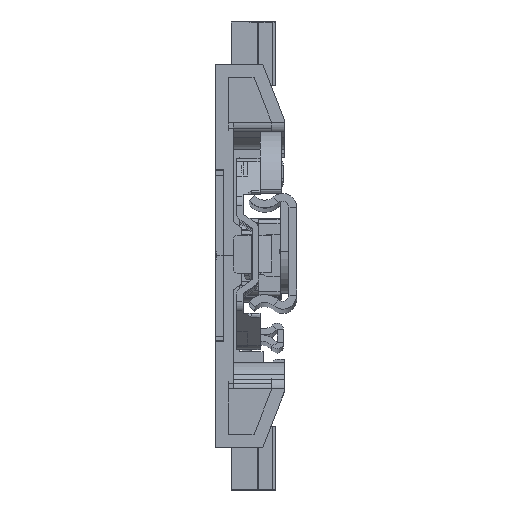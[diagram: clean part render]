
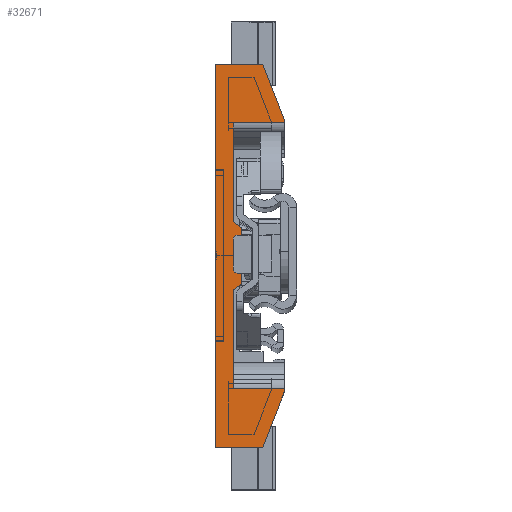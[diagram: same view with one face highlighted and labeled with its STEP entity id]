
A CAD part, top view. The second image highlights one B-rep face of the part: STEP entity #32671.
In plain terms, the highlighted face is planar.
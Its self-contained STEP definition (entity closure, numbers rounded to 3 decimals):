
#694 = DIRECTION ( 'NONE',  ( 0.932, 0.362, 0. ) ) ;
#922 = CARTESIAN_POINT ( 'NONE',  ( 0., 16.2, -30. ) ) ;
#1522 = EDGE_CURVE ( 'NONE', #4203, #6702, #6469, .T. ) ;
#1931 = ORIENTED_EDGE ( 'NONE', *, *, #8592, .T. ) ;
#2062 = EDGE_CURVE ( 'NONE', #32866, #30256, #30609, .T. ) ;
#2193 = DIRECTION ( 'NONE',  ( -1., 0., 0. ) ) ;
#2751 = DIRECTION ( 'NONE',  ( 1., 0., 0. ) ) ;
#2960 = LINE ( 'NONE', #8285, #18236 ) ;
#2996 = CARTESIAN_POINT ( 'NONE',  ( 18.757, 4.2, -30. ) ) ;
#3175 = VERTEX_POINT ( 'NONE', #9742 ) ;
#3391 = LINE ( 'NONE', #922, #26795 ) ;
#3594 = CARTESIAN_POINT ( 'NONE',  ( 95., 11.144, -30. ) ) ;
#4120 = EDGE_LOOP ( 'NONE', ( #11547, #27631, #25890, #31935, #6163, #21851, #22043, #23535, #16898, #1931, #19023, #14870, #16314, #12287 ) ) ;
#4198 = EDGE_CURVE ( 'NONE', #3175, #33793, #30259, .T. ) ;
#4203 = VERTEX_POINT ( 'NONE', #3594 ) ;
#4385 = CARTESIAN_POINT ( 'NONE',  ( 18.757, 16.2, -30. ) ) ;
#4653 = DIRECTION ( 'NONE',  ( 0., 1., 0. ) ) ;
#4801 = EDGE_CURVE ( 'NONE', #9673, #6702, #26769, .T. ) ;
#4807 = CARTESIAN_POINT ( 'NONE',  ( 42., 4.2, -30. ) ) ;
#4810 = CARTESIAN_POINT ( 'NONE',  ( 95., 0., -30. ) ) ;
#4884 = CARTESIAN_POINT ( 'NONE',  ( 81.243, 4.2, -30. ) ) ;
#5769 = CARTESIAN_POINT ( 'NONE',  ( 0., 0., -30. ) ) ;
#6163 = ORIENTED_EDGE ( 'NONE', *, *, #25431, .T. ) ;
#6469 = LINE ( 'NONE', #29953, #11817 ) ;
#6702 = VERTEX_POINT ( 'NONE', #4810 ) ;
#7072 = VERTEX_POINT ( 'NONE', #2996 ) ;
#7510 = PLANE ( 'NONE',  #10178 ) ;
#7662 = LINE ( 'NONE', #28319, #17384 ) ;
#7686 = CARTESIAN_POINT ( 'NONE',  ( 73., 11.1, -30. ) ) ;
#8004 = DIRECTION ( 'NONE',  ( 0., -1., 0. ) ) ;
#8285 = CARTESIAN_POINT ( 'NONE',  ( 73., 6.2, -30. ) ) ;
#8411 = VECTOR ( 'NONE', #25946, 1000. ) ;
#8592 = EDGE_CURVE ( 'NONE', #28658, #32866, #2960, .T. ) ;
#9168 = LINE ( 'NONE', #17611, #16230 ) ;
#9375 = VECTOR ( 'NONE', #8004, 1000. ) ;
#9673 = VERTEX_POINT ( 'NONE', #24724 ) ;
#9742 = CARTESIAN_POINT ( 'NONE',  ( 81.243, 16.2, -30. ) ) ;
#9744 = CARTESIAN_POINT ( 'NONE',  ( 5., 11.1, -30. ) ) ;
#9789 = CARTESIAN_POINT ( 'NONE',  ( 56.6, 6.2, -30. ) ) ;
#9988 = DIRECTION ( 'NONE',  ( 1., 0., 0. ) ) ;
#10178 = AXIS2_PLACEMENT_3D ( 'NONE', #7686, #34854, #2193 ) ;
#10596 = EDGE_CURVE ( 'NONE', #17597, #7072, #31993, .T. ) ;
#10681 = EDGE_CURVE ( 'NONE', #23904, #17597, #3391, .T. ) ;
#11141 = CARTESIAN_POINT ( 'NONE',  ( 82., 16.2, -30. ) ) ;
#11547 = ORIENTED_EDGE ( 'NONE', *, *, #15285, .T. ) ;
#11729 = EDGE_CURVE ( 'NONE', #17951, #28658, #28657, .T. ) ;
#11817 = VECTOR ( 'NONE', #27122, 1000. ) ;
#12287 = ORIENTED_EDGE ( 'NONE', *, *, #4198, .T. ) ;
#13095 = CARTESIAN_POINT ( 'NONE',  ( 73., 4.2, -30. ) ) ;
#13118 = CARTESIAN_POINT ( 'NONE',  ( 18.757, 11.1, -30. ) ) ;
#13266 = LINE ( 'NONE', #13095, #18450 ) ;
#13333 = FACE_OUTER_BOUND ( 'NONE', #4120, .T. ) ;
#13998 = DIRECTION ( 'NONE',  ( 1., 0., 0. ) ) ;
#14202 = DIRECTION ( 'NONE',  ( 1., 0., 0. ) ) ;
#14317 = VECTOR ( 'NONE', #2751, 1000. ) ;
#14870 = ORIENTED_EDGE ( 'NONE', *, *, #29040, .T. ) ;
#15285 = EDGE_CURVE ( 'NONE', #33793, #4203, #9168, .T. ) ;
#15624 = EDGE_CURVE ( 'NONE', #26776, #3175, #7662, .T. ) ;
#16230 = VECTOR ( 'NONE', #25707, 1000. ) ;
#16314 = ORIENTED_EDGE ( 'NONE', *, *, #15624, .T. ) ;
#16412 = CARTESIAN_POINT ( 'NONE',  ( 18., 16.2, -30. ) ) ;
#16531 = VECTOR ( 'NONE', #14202, 1000. ) ;
#16898 = ORIENTED_EDGE ( 'NONE', *, *, #11729, .T. ) ;
#17384 = VECTOR ( 'NONE', #4653, 1000. ) ;
#17597 = VERTEX_POINT ( 'NONE', #4385 ) ;
#17611 = CARTESIAN_POINT ( 'NONE',  ( 82., 16.2, -30. ) ) ;
#17951 = VERTEX_POINT ( 'NONE', #26316 ) ;
#18236 = VECTOR ( 'NONE', #24678, 1000. ) ;
#18450 = VECTOR ( 'NONE', #31974, 1000. ) ;
#19023 = ORIENTED_EDGE ( 'NONE', *, *, #2062, .T. ) ;
#19839 = DIRECTION ( 'NONE',  ( 0.574, -0.819, 0. ) ) ;
#19897 = DIRECTION ( 'NONE',  ( 0.574, 0.819, 0. ) ) ;
#20234 = VERTEX_POINT ( 'NONE', #30643 ) ;
#21851 = ORIENTED_EDGE ( 'NONE', *, *, #10681, .T. ) ;
#22043 = ORIENTED_EDGE ( 'NONE', *, *, #10596, .T. ) ;
#23211 = EDGE_CURVE ( 'NONE', #7072, #17951, #30973, .T. ) ;
#23535 = ORIENTED_EDGE ( 'NONE', *, *, #23211, .T. ) ;
#23904 = VERTEX_POINT ( 'NONE', #16412 ) ;
#24678 = DIRECTION ( 'NONE',  ( 1., 0., 0. ) ) ;
#24724 = CARTESIAN_POINT ( 'NONE',  ( 5., 0., -30. ) ) ;
#25080 = VECTOR ( 'NONE', #694, 1000. ) ;
#25431 = EDGE_CURVE ( 'NONE', #20234, #23904, #27698, .T. ) ;
#25687 = VECTOR ( 'NONE', #19897, 1000. ) ;
#25707 = DIRECTION ( 'NONE',  ( 0.932, -0.362, 0. ) ) ;
#25775 = LINE ( 'NONE', #9744, #8411 ) ;
#25890 = ORIENTED_EDGE ( 'NONE', *, *, #4801, .F. ) ;
#25946 = DIRECTION ( 'NONE',  ( 0., 1., 0. ) ) ;
#26316 = CARTESIAN_POINT ( 'NONE',  ( 42., 4.2, -30. ) ) ;
#26769 = LINE ( 'NONE', #5769, #14317 ) ;
#26776 = VERTEX_POINT ( 'NONE', #4884 ) ;
#26795 = VECTOR ( 'NONE', #13998, 1000. ) ;
#27122 = DIRECTION ( 'NONE',  ( 0., -1., 0. ) ) ;
#27608 = CARTESIAN_POINT ( 'NONE',  ( 0., 16.2, -30. ) ) ;
#27631 = ORIENTED_EDGE ( 'NONE', *, *, #1522, .T. ) ;
#27698 = LINE ( 'NONE', #27871, #25080 ) ;
#27871 = CARTESIAN_POINT ( 'NONE',  ( 5., 11.144, -30. ) ) ;
#28319 = CARTESIAN_POINT ( 'NONE',  ( 81.243, 11.1, -30. ) ) ;
#28657 = LINE ( 'NONE', #4807, #25687 ) ;
#28658 = VERTEX_POINT ( 'NONE', #32880 ) ;
#28756 = VECTOR ( 'NONE', #19839, 1000. ) ;
#28847 = CARTESIAN_POINT ( 'NONE',  ( 73., 4.2, -30. ) ) ;
#29040 = EDGE_CURVE ( 'NONE', #30256, #26776, #13266, .T. ) ;
#29953 = CARTESIAN_POINT ( 'NONE',  ( 95., 11.1, -30. ) ) ;
#30256 = VERTEX_POINT ( 'NONE', #32158 ) ;
#30259 = LINE ( 'NONE', #27608, #16531 ) ;
#30475 = EDGE_CURVE ( 'NONE', #9673, #20234, #25775, .T. ) ;
#30609 = LINE ( 'NONE', #9789, #28756 ) ;
#30643 = CARTESIAN_POINT ( 'NONE',  ( 5., 11.144, -30. ) ) ;
#30973 = LINE ( 'NONE', #28847, #31726 ) ;
#31726 = VECTOR ( 'NONE', #9988, 1000. ) ;
#31935 = ORIENTED_EDGE ( 'NONE', *, *, #30475, .T. ) ;
#31974 = DIRECTION ( 'NONE',  ( 1., 0., 0. ) ) ;
#31993 = LINE ( 'NONE', #13118, #9375 ) ;
#32158 = CARTESIAN_POINT ( 'NONE',  ( 58., 4.2, -30. ) ) ;
#32671 = ADVANCED_FACE ( 'NONE', ( #13333 ), #7510, .T. ) ;
#32866 = VERTEX_POINT ( 'NONE', #34858 ) ;
#32880 = CARTESIAN_POINT ( 'NONE',  ( 43.4, 6.2, -30. ) ) ;
#33793 = VERTEX_POINT ( 'NONE', #11141 ) ;
#34854 = DIRECTION ( 'NONE',  ( 0., 0., -1. ) ) ;
#34858 = CARTESIAN_POINT ( 'NONE',  ( 56.6, 6.2, -30. ) ) ;
